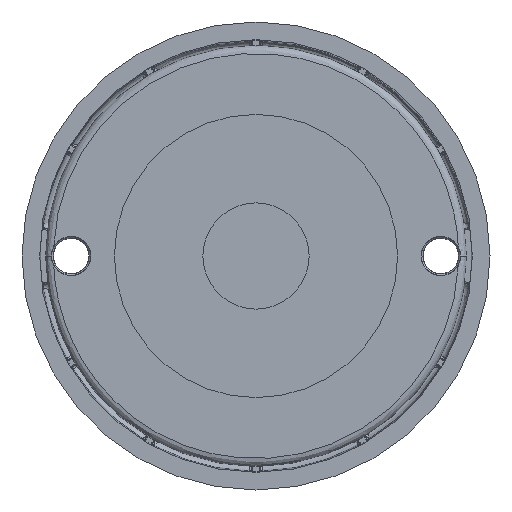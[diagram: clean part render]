
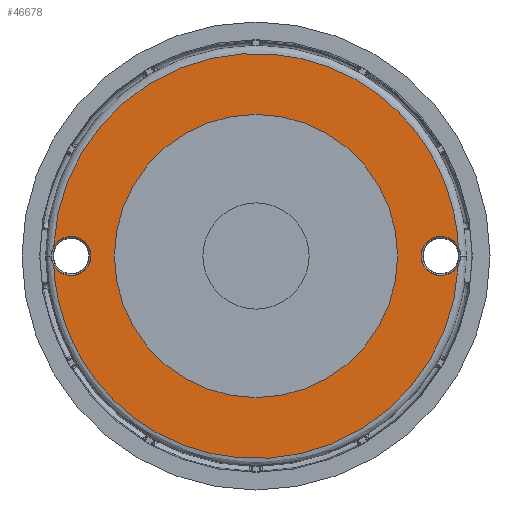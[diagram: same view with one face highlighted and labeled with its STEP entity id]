
A CAD part, front view. The second image highlights one B-rep face of the part: STEP entity #46678.
In plain terms, the highlighted planar face has unit normal (0, -1, 0).
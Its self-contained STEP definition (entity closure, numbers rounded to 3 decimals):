
#36 = DIRECTION ( 'NONE',  ( 1., 0., 0. ) ) ;
#672 = CARTESIAN_POINT ( 'NONE',  ( -110.949, -2.1, -2.281 ) ) ;
#4318 = CARTESIAN_POINT ( 'NONE',  ( -23.5, -2.1, 0. ) ) ;
#6439 = CIRCLE ( 'NONE', #69588, 36. ) ;
#8188 = CARTESIAN_POINT ( 'NONE',  ( -110.949, -2.1, 2.281 ) ) ;
#8268 = EDGE_CURVE ( 'NONE', #71270, #93901, #69335, .T. ) ;
#8887 = CARTESIAN_POINT ( 'NONE',  ( -106.5, -2.1, 0. ) ) ;
#9383 = EDGE_CURVE ( 'NONE', #43042, #15408, #37542, .T. ) ;
#10486 = CARTESIAN_POINT ( 'NONE',  ( -106.763, -2.1, -96.714 ) ) ;
#11238 = CIRCLE ( 'NONE', #73479, 5. ) ;
#12809 = CARTESIAN_POINT ( 'NONE',  ( -59.5, -2.1, 0. ) ) ;
#15408 = VERTEX_POINT ( 'NONE', #94134 ) ;
#15776 = CARTESIAN_POINT ( 'NONE',  ( -59.5, -2.1, 0. ) ) ;
#16222 = DIRECTION ( 'NONE',  ( 1., 0., 0. ) ) ;
#20095 = DIRECTION ( 'NONE',  ( -1., 0., 0. ) ) ;
#22277 = ORIENTED_EDGE ( 'NONE', *, *, #48865, .T. ) ;
#22534 = CARTESIAN_POINT ( 'NONE',  ( -59.5, -2.1, -36. ) ) ;
#23056 = DIRECTION ( 'NONE',  ( -1., 0., 0. ) ) ;
#23728 =( BOUNDED_CURVE ( )  B_SPLINE_CURVE ( 3, ( #32105, #61423, #10486, #68744 ),
 .UNSPECIFIED., .F., .F. ) 
 B_SPLINE_CURVE_WITH_KNOTS ( ( 4, 4 ),
 ( 0., 1. ),
 .UNSPECIFIED. ) 
 CURVE ( )  GEOMETRIC_REPRESENTATION_ITEM ( )  RATIONAL_B_SPLINE_CURVE ( ( 1., 0.363, 0.363, 1. ) ) 
 REPRESENTATION_ITEM ( '' )  );
#25451 = ORIENTED_EDGE ( 'NONE', *, *, #8268, .T. ) ;
#26571 = VERTEX_POINT ( 'NONE', #69133 ) ;
#28101 = AXIS2_PLACEMENT_3D ( 'NONE', #22534, #73551, #29882 ) ;
#29284 = AXIS2_PLACEMENT_3D ( 'NONE', #8887, #59859, #16222 ) ;
#29882 = DIRECTION ( 'NONE',  ( -1., 0., 0. ) ) ;
#30614 = CARTESIAN_POINT ( 'NONE',  ( -12.5, -2.1, 0. ) ) ;
#30857 = EDGE_CURVE ( 'NONE', #32848, #93077, #79995, .T. ) ;
#32105 = CARTESIAN_POINT ( 'NONE',  ( -8.051, -2.1, -2.281 ) ) ;
#32649 = EDGE_CURVE ( 'NONE', #71270, #93077, #23728, .T. ) ;
#32848 = VERTEX_POINT ( 'NONE', #88471 ) ;
#35092 = CIRCLE ( 'NONE', #49714, 5. ) ;
#36312 = VERTEX_POINT ( 'NONE', #4318 ) ;
#36618 = EDGE_CURVE ( 'NONE', #26571, #36312, #68477, .T. ) ;
#36893 = PLANE ( 'NONE',  #28101 ) ;
#37542 =( BOUNDED_CURVE ( )  B_SPLINE_CURVE ( 3, ( #8188, #51834, #44471, #59143 ),
 .UNSPECIFIED., .F., .F. ) 
 B_SPLINE_CURVE_WITH_KNOTS ( ( 4, 4 ),
 ( 0., 1. ),
 .UNSPECIFIED. ) 
 CURVE ( )  GEOMETRIC_REPRESENTATION_ITEM ( )  RATIONAL_B_SPLINE_CURVE ( ( 1., 0.363, 0.363, 1. ) ) 
 REPRESENTATION_ITEM ( '' )  );
#37924 = DIRECTION ( 'NONE',  ( 1., 0., 0. ) ) ;
#41487 = AXIS2_PLACEMENT_3D ( 'NONE', #15776, #66735, #23056 ) ;
#43042 = VERTEX_POINT ( 'NONE', #91285 ) ;
#43100 = CARTESIAN_POINT ( 'NONE',  ( -12.5, -2.1, 0. ) ) ;
#43684 = DIRECTION ( 'NONE',  ( 0., 1., 0. ) ) ;
#44471 = CARTESIAN_POINT ( 'NONE',  ( -12.237, -2.1, 96.714 ) ) ;
#46678 = ADVANCED_FACE ( 'NONE', ( #93045, #54217 ), #36893, .T. ) ;
#47760 = CARTESIAN_POINT ( 'NONE',  ( -8.051, -2.1, -2.281 ) ) ;
#48865 = EDGE_CURVE ( 'NONE', #43042, #32848, #35092, .T. ) ;
#49714 = AXIS2_PLACEMENT_3D ( 'NONE', #87390, #43684, #36 ) ;
#49846 = EDGE_LOOP ( 'NONE', ( #51831, #81627 ) ) ;
#50181 = ORIENTED_EDGE ( 'NONE', *, *, #30857, .T. ) ;
#50448 = DIRECTION ( 'NONE',  ( 1., 0., 0. ) ) ;
#51831 = ORIENTED_EDGE ( 'NONE', *, *, #36618, .T. ) ;
#51834 = CARTESIAN_POINT ( 'NONE',  ( -106.763, -2.1, 96.714 ) ) ;
#54217 = FACE_OUTER_BOUND ( 'NONE', #87286, .T. ) ;
#57531 = EDGE_CURVE ( 'NONE', #93901, #15408, #11238, .T. ) ;
#59143 = CARTESIAN_POINT ( 'NONE',  ( -8.051, -2.1, 2.281 ) ) ;
#59859 = DIRECTION ( 'NONE',  ( 0., 1., 0. ) ) ;
#61423 = CARTESIAN_POINT ( 'NONE',  ( -12.237, -2.1, -96.714 ) ) ;
#63760 = DIRECTION ( 'NONE',  ( 0., 1., 0. ) ) ;
#66185 = EDGE_CURVE ( 'NONE', #36312, #26571, #6439, .T. ) ;
#66735 = DIRECTION ( 'NONE',  ( 0., 1., 0. ) ) ;
#68477 = CIRCLE ( 'NONE', #41487, 36. ) ;
#68744 = CARTESIAN_POINT ( 'NONE',  ( -110.949, -2.1, -2.281 ) ) ;
#69133 = CARTESIAN_POINT ( 'NONE',  ( -95.5, -2.1, 0. ) ) ;
#69335 = CIRCLE ( 'NONE', #81632, 5. ) ;
#69588 = AXIS2_PLACEMENT_3D ( 'NONE', #12809, #63760, #20095 ) ;
#69706 = ORIENTED_EDGE ( 'NONE', *, *, #57531, .T. ) ;
#71270 = VERTEX_POINT ( 'NONE', #47760 ) ;
#73479 = AXIS2_PLACEMENT_3D ( 'NONE', #43100, #94136, #50448 ) ;
#73551 = DIRECTION ( 'NONE',  ( 0., -1., 0. ) ) ;
#79995 = CIRCLE ( 'NONE', #29284, 5. ) ;
#81595 = DIRECTION ( 'NONE',  ( 0., 1., 0. ) ) ;
#81627 = ORIENTED_EDGE ( 'NONE', *, *, #66185, .T. ) ;
#81632 = AXIS2_PLACEMENT_3D ( 'NONE', #30614, #81595, #37924 ) ;
#81974 = CARTESIAN_POINT ( 'NONE',  ( -17.5, -2.1, 0. ) ) ;
#86203 = ORIENTED_EDGE ( 'NONE', *, *, #9383, .F. ) ;
#87286 = EDGE_LOOP ( 'NONE', ( #86203, #22277, #50181, #93424, #25451, #69706 ) ) ;
#87390 = CARTESIAN_POINT ( 'NONE',  ( -106.5, -2.1, 0. ) ) ;
#88471 = CARTESIAN_POINT ( 'NONE',  ( -101.5, -2.1, 0. ) ) ;
#91285 = CARTESIAN_POINT ( 'NONE',  ( -110.949, -2.1, 2.281 ) ) ;
#93045 = FACE_BOUND ( 'NONE', #49846, .T. ) ;
#93077 = VERTEX_POINT ( 'NONE', #672 ) ;
#93424 = ORIENTED_EDGE ( 'NONE', *, *, #32649, .F. ) ;
#93901 = VERTEX_POINT ( 'NONE', #81974 ) ;
#94134 = CARTESIAN_POINT ( 'NONE',  ( -8.051, -2.1, 2.281 ) ) ;
#94136 = DIRECTION ( 'NONE',  ( 0., 1., 0. ) ) ;
